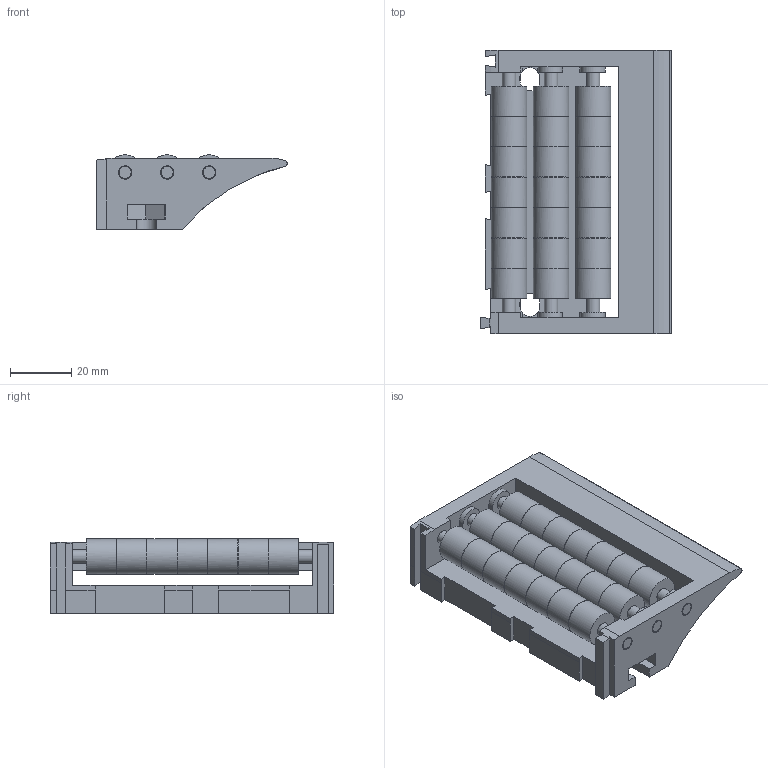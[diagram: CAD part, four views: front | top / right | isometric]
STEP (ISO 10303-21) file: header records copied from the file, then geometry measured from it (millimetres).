
FILE_DESCRIPTION(('FreeCAD Model'),'2;1');
FILE_NAME('Open CASCADE Shape Model','2025-05-08T00:32:35',('FreeCAD'),( 'FreeCAD'),'Open CASCADE STEP processor 7.6','FreeCAD','Unknown');
FILE_SCHEMA(('AUTOMOTIVE_DESIGN { 1 0 10303 214 1 1 1 1 }'));
Products named in the file (1): Open CASCADE STEP translator 7.6 1
Bounding box: 62.31 x 92.75 x 24.33 mm (x, y, z)
Volume: 45688.6 mm3; surface area: 43891.5 mm2
Topology: 25 solids, 25 shells, 2295 faces, 6544 edges, 3773 vertices
Faces by surface type: bspline 2295
Entity records: 68597 total; most frequent: CARTESIAN_POINT 30364, ORIENTED_EDGE 13088, EDGE_CURVE 6544, B_SPLINE_CURVE_WITH_KNOTS 4952, VERTEX_POINT 3773, FACE_BOUND 3005, EDGE_LOOP 3005, ADVANCED_FACE 2295
